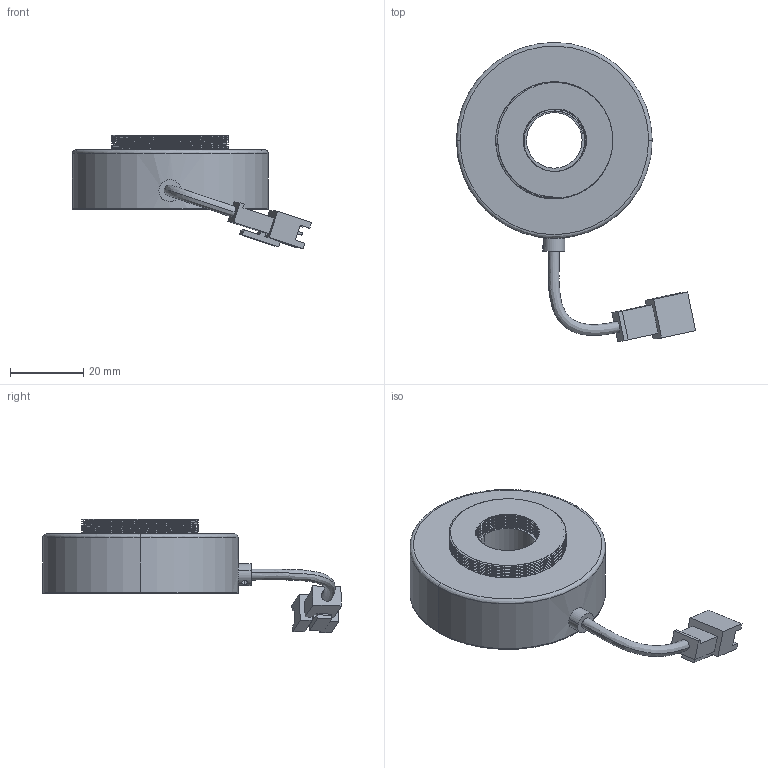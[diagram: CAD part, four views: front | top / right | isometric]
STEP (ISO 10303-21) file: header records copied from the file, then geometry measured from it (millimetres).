
FILE_DESCRIPTION (( 'STEP AP214' ), '1' );
FILE_NAME ('LTRN050W45.STEP', '2013-07-17T10:04:16', ( 'Work' ), ( '' ), 'SwSTEP 2.0', 'SolidWorks 2013', '' );
FILE_SCHEMA (( 'AUTOMOTIVE_DESIGN' ));
Length unit declared in the file: millimetre
Products named in the file (1): LTRN050W45
Bounding box: 65.37 x 81.7 x 30.99 mm (x, y, z)
Surface area: 11093.6 mm2 (no closed solid volume)
Topology: 0 solids, 6 shells, 148 faces, 431 edges, 289 vertices
Faces by surface type: cylinder 72, plane 66, bspline 10
Entity records: 9497 total; most frequent: CARTESIAN_POINT 4315, ORIENTED_EDGE 783, DIRECTION 638, EDGE_CURVE 431, VERTEX_POINT 289, LINE 242, VECTOR 242, AXIS2_PLACEMENT_3D 198
